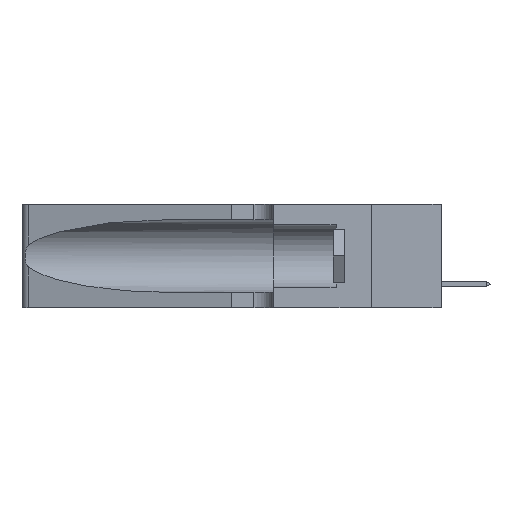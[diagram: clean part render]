
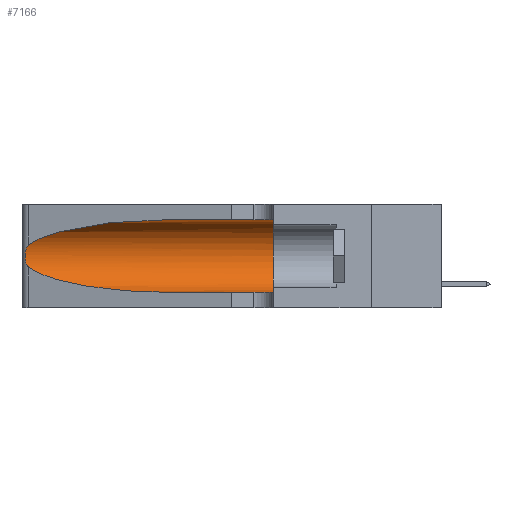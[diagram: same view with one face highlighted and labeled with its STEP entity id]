
A CAD part, left-side view. The second image highlights one B-rep face of the part: STEP entity #7166.
In plain terms, the highlighted cylindrical face has radius 3.308 mm (diameter 6.617 mm), a partial arc.
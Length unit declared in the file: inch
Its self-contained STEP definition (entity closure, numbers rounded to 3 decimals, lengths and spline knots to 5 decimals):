
#1837 = CARTESIAN_POINT ( 'NONE',  ( 0.25487, 1.22718, 0.22369 ) ) ;
#2021 = VERTEX_POINT ( 'NONE', #15014 ) ;
#2122 = CARTESIAN_POINT ( 'NONE',  ( 0.25487, 1.22718, 0.14631 ) ) ;
#2686 = CARTESIAN_POINT ( 'NONE',  ( 0.1305, 1.61858, 0.05475 ) ) ;
#2712 = VERTEX_POINT ( 'NONE', #19521 ) ;
#3684 = CARTESIAN_POINT ( 'NONE',  ( 0.2373, 1.15595, 0.08982 ) ) ;
#3700 = ORIENTED_EDGE ( 'NONE', *, *, #24738, .F. ) ;
#4637 = LINE ( 'NONE', #8984, #29095 ) ;
#5465 = CARTESIAN_POINT ( 'NONE',  ( 0.25555, 1.22993, 0.14849 ) ) ;
#7166 = ADVANCED_FACE ( 'NONE', ( #28846 ), #24858, .F. ) ;
#7183 = AXIS2_PLACEMENT_3D ( 'NONE', #33569, #30679, #33438 ) ;
#7965 = EDGE_CURVE ( 'NONE', #17843, #32250, #32485, .T. ) ;
#8034 = CIRCLE ( 'NONE', #37689, 0.13025 ) ;
#8890 = CARTESIAN_POINT ( 'NONE',  ( 0.18966, 0.96281, 0.05475 ) ) ;
#8984 = CARTESIAN_POINT ( 'NONE',  ( 0.1305, 1.61858, 0.31525 ) ) ;
#9096 = DIRECTION ( 'NONE',  ( 0., -1., 0. ) ) ;
#10892 = CARTESIAN_POINT ( 'NONE',  ( 0.25487, 1.22718, 0.22369 ) ) ;
#13353 = CARTESIAN_POINT ( 'NONE',  ( 0.1305, 0.72297, 0.31525 ) ) ;
#13614 = CARTESIAN_POINT ( 'NONE',  ( 0.18966, 0.96281, 0.31525 ) ) ;
#15014 = CARTESIAN_POINT ( 'NONE',  ( 0.1305, 0.72297, 0.05475 ) ) ;
#15082 = CARTESIAN_POINT ( 'NONE',  ( 0.26018, 1.23835, 0.19895 ) ) ;
#15168 = CARTESIAN_POINT ( 'NONE',  ( 0.1305, 0.72297, 0.05475 ) ) ;
#15419 = CARTESIAN_POINT ( 'NONE',  ( 0.1305, 0.72297, 0.31525 ) ) ;
#15685 = CARTESIAN_POINT ( 'NONE',  ( 0.2373, 1.15595, 0.28018 ) ) ;
#15702 = VERTEX_POINT ( 'NONE', #23277 ) ;
#15805 = VECTOR ( 'NONE', #9096, 39.37008 ) ;
#16366 = EDGE_CURVE ( 'NONE', #2712, #2021, #38128, .T. ) ;
#16980 = EDGE_CURVE ( 'NONE', #32250, #2712, #35063, .T. ) ;
#17843 = VERTEX_POINT ( 'NONE', #15419 ) ;
#17883 = CARTESIAN_POINT ( 'NONE',  ( 0.25856, 1.23593, 0.16098 ) ) ;
#19521 = CARTESIAN_POINT ( 'NONE',  ( 0.25487, 1.22718, 0.14631 ) ) ;
#20715 = CARTESIAN_POINT ( 'NONE',  ( 0.1305, 0.35, 0.185 ) ) ;
#21386 = CARTESIAN_POINT ( 'NONE',  ( 0.25639, 1.23184, 0.21858 ) ) ;
#21672 = EDGE_CURVE ( 'NONE', #17843, #33059, #4637, .T. ) ;
#22055 = DIRECTION ( 'NONE',  ( 0., -1., 0. ) ) ;
#22882 = ORIENTED_EDGE ( 'NONE', *, *, #21672, .F. ) ;
#23277 = CARTESIAN_POINT ( 'NONE',  ( 0.1305, 0.35, 0.05475 ) ) ;
#24156 = CARTESIAN_POINT ( 'NONE',  ( 0.26075, 1.23896, 0.178 ) ) ;
#24738 = EDGE_CURVE ( 'NONE', #33059, #15702, #8034, .T. ) ;
#24787 = CARTESIAN_POINT ( 'NONE',  ( 0.25487, 1.22718, 0.22369 ) ) ;
#24858 = CYLINDRICAL_SURFACE ( 'NONE', #7183, 0.13025 ) ;
#26997 = ORIENTED_EDGE ( 'NONE', *, *, #36095, .T. ) ;
#27380 = CARTESIAN_POINT ( 'NONE',  ( 0.26017, 1.23833, 0.17102 ) ) ;
#27571 = ORIENTED_EDGE ( 'NONE', *, *, #16366, .T. ) ;
#28846 = FACE_OUTER_BOUND ( 'NONE', #31218, .T. ) ;
#29095 = VECTOR ( 'NONE', #22055, 39.37008 ) ;
#30526 = DIRECTION ( 'NONE',  ( 0., 1., 0. ) ) ;
#30679 = DIRECTION ( 'NONE',  ( 0., -1., 0. ) ) ;
#30756 = CARTESIAN_POINT ( 'NONE',  ( 0.25555, 1.22994, 0.2215 ) ) ;
#31218 = EDGE_LOOP ( 'NONE', ( #35181, #40494, #27571, #26997, #3700, #22882 ) ) ;
#32250 = VERTEX_POINT ( 'NONE', #10892 ) ;
#32485 =( BOUNDED_CURVE ( )  B_SPLINE_CURVE ( 3, ( #13353, #13614, #15685, #24787 ),
 .UNSPECIFIED., .F., .F. ) 
 B_SPLINE_CURVE_WITH_KNOTS ( ( 4, 4 ),
 ( 1.5708, 2.84003 ),
 .UNSPECIFIED. ) 
 CURVE ( )  GEOMETRIC_REPRESENTATION_ITEM ( )  RATIONAL_B_SPLINE_CURVE ( ( 1., 0.87, 0.87, 1. ) ) 
 REPRESENTATION_ITEM ( '' )  );
#33059 = VERTEX_POINT ( 'NONE', #36856 ) ;
#33438 = DIRECTION ( 'NONE',  ( 0., 0., -1. ) ) ;
#33569 = CARTESIAN_POINT ( 'NONE',  ( 0.1305, 1.61858, 0.185 ) ) ;
#33694 = DIRECTION ( 'NONE',  ( 0., 0., 1. ) ) ;
#35063 = B_SPLINE_CURVE_WITH_KNOTS ( 'NONE', 3,
 ( #1837, #30756, #21386, #40483, #37133, #15082, #40342, #24156, #27380, #17883, #36840, #40606, #5465, #2122 ),
 .UNSPECIFIED., .F., .F.,
 ( 4, 2, 2, 2, 2, 2, 4 ),
 ( 0., 0.00027, 0.00053, 0.00107, 0.0016, 0.00187, 0.00214 ),
 .UNSPECIFIED. ) ;
#35181 = ORIENTED_EDGE ( 'NONE', *, *, #7965, .T. ) ;
#35509 = CARTESIAN_POINT ( 'NONE',  ( 0.25487, 1.22718, 0.14631 ) ) ;
#36095 = EDGE_CURVE ( 'NONE', #2021, #15702, #38745, .T. ) ;
#36840 = CARTESIAN_POINT ( 'NONE',  ( 0.25789, 1.23486, 0.15765 ) ) ;
#36856 = CARTESIAN_POINT ( 'NONE',  ( 0.1305, 0.35, 0.31525 ) ) ;
#37133 = CARTESIAN_POINT ( 'NONE',  ( 0.25854, 1.2359, 0.20912 ) ) ;
#37689 = AXIS2_PLACEMENT_3D ( 'NONE', #20715, #30526, #33694 ) ;
#38128 =( BOUNDED_CURVE ( )  B_SPLINE_CURVE ( 3, ( #35509, #3684, #8890, #15168 ),
 .UNSPECIFIED., .F., .F. ) 
 B_SPLINE_CURVE_WITH_KNOTS ( ( 4, 4 ),
 ( 3.44316, 4.71239 ),
 .UNSPECIFIED. ) 
 CURVE ( )  GEOMETRIC_REPRESENTATION_ITEM ( )  RATIONAL_B_SPLINE_CURVE ( ( 1., 0.87, 0.87, 1. ) ) 
 REPRESENTATION_ITEM ( '' )  );
#38745 = LINE ( 'NONE', #2686, #15805 ) ;
#40342 = CARTESIAN_POINT ( 'NONE',  ( 0.26075, 1.23896, 0.19203 ) ) ;
#40483 = CARTESIAN_POINT ( 'NONE',  ( 0.25787, 1.23484, 0.2124 ) ) ;
#40494 = ORIENTED_EDGE ( 'NONE', *, *, #16980, .T. ) ;
#40606 = CARTESIAN_POINT ( 'NONE',  ( 0.25639, 1.23186, 0.15144 ) ) ;
